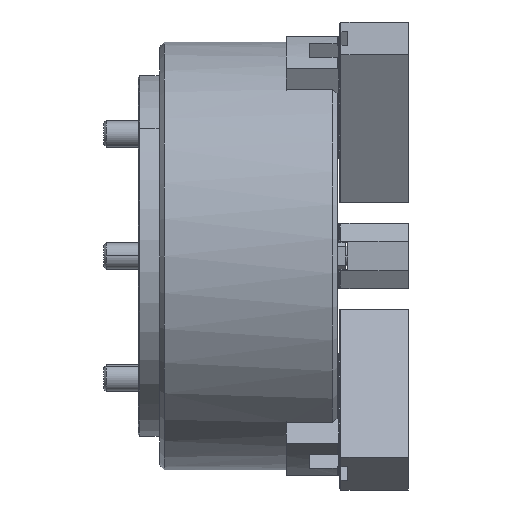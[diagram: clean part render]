
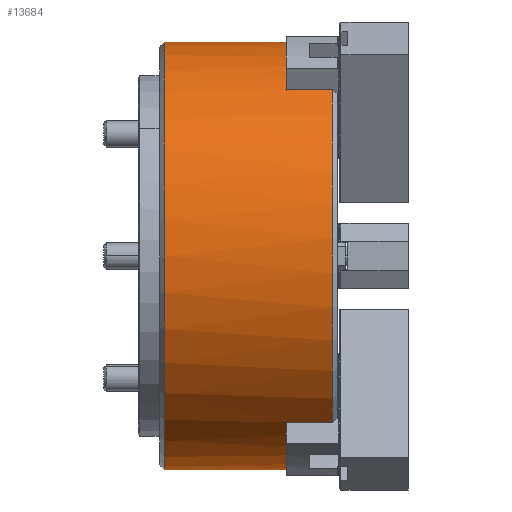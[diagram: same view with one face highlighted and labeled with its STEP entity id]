
A CAD part, front view. The second image highlights one B-rep face of the part: STEP entity #13684.
In plain terms, the highlighted cylindrical face has radius 130 mm (diameter 260 mm), a partial arc.
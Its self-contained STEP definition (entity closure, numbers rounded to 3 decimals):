
#460 = ORIENTED_EDGE ( 'NONE', *, *, #18417, .T. ) ;
#836 = VERTEX_POINT ( 'NONE', #44356 ) ;
#923 = CARTESIAN_POINT ( 'NONE',  ( -3., -81.547, 101.243 ) ) ;
#1556 = CARTESIAN_POINT ( 'NONE',  ( 0., 0., 130. ) ) ;
#2300 = CARTESIAN_POINT ( 'NONE',  ( -3., 0., 0. ) ) ;
#2391 = ORIENTED_EDGE ( 'NONE', *, *, #9643, .T. ) ;
#2667 = LINE ( 'NONE', #26336, #29138 ) ;
#2724 = CARTESIAN_POINT ( 'NONE',  ( -31., 0., 0. ) ) ;
#3119 = VERTEX_POINT ( 'NONE', #29992 ) ;
#3278 = EDGE_CURVE ( 'NONE', #14250, #17865, #2667, .T. ) ;
#3307 = VECTOR ( 'NONE', #5035, 1000. ) ;
#3543 = VERTEX_POINT ( 'NONE', #19641 ) ;
#4553 = DIRECTION ( 'NONE',  ( 0., 0., -1. ) ) ;
#4736 = EDGE_CURVE ( 'NONE', #21817, #836, #6280, .T. ) ;
#5035 = DIRECTION ( 'NONE',  ( 1., 0., 0. ) ) ;
#5732 = DIRECTION ( 'NONE',  ( 0., 0., -1. ) ) ;
#5985 = AXIS2_PLACEMENT_3D ( 'NONE', #11394, #7993, #4553 ) ;
#6048 = ORIENTED_EDGE ( 'NONE', *, *, #27247, .T. ) ;
#6166 = DIRECTION ( 'NONE',  ( 0., 1., 0. ) ) ;
#6280 = CIRCLE ( 'NONE', #34474, 130. ) ;
#6347 = CARTESIAN_POINT ( 'NONE',  ( -105., 0., -130. ) ) ;
#7993 = DIRECTION ( 'NONE',  ( 1., 0., 0. ) ) ;
#8089 = CARTESIAN_POINT ( 'NONE',  ( -31., -81.547, -101.243 ) ) ;
#9075 = AXIS2_PLACEMENT_3D ( 'NONE', #2300, #26376, #5732 ) ;
#9534 = CARTESIAN_POINT ( 'NONE',  ( -105., 0., 130. ) ) ;
#9643 = EDGE_CURVE ( 'NONE', #3543, #3119, #12838, .T. ) ;
#9915 = ORIENTED_EDGE ( 'NONE', *, *, #3278, .T. ) ;
#10028 = CIRCLE ( 'NONE', #11591, 130. ) ;
#10185 = CARTESIAN_POINT ( 'NONE',  ( 0., 0., -130. ) ) ;
#10297 = LINE ( 'NONE', #10185, #38144 ) ;
#10738 = CARTESIAN_POINT ( 'NONE',  ( -3., 0., 0. ) ) ;
#10747 = DIRECTION ( 'NONE',  ( -1., 0., 0. ) ) ;
#10812 = DIRECTION ( 'NONE',  ( 0., 0., -1. ) ) ;
#11140 = DIRECTION ( 'NONE',  ( -1., 0., 0. ) ) ;
#11394 = CARTESIAN_POINT ( 'NONE',  ( 0., 0., 0. ) ) ;
#11406 = ORIENTED_EDGE ( 'NONE', *, *, #20674, .T. ) ;
#11591 = AXIS2_PLACEMENT_3D ( 'NONE', #32053, #11140, #35582 ) ;
#11924 = DIRECTION ( 'NONE',  ( -1., 0., 0. ) ) ;
#12617 = CARTESIAN_POINT ( 'NONE',  ( -31., -46.906, -121.243 ) ) ;
#12838 = CIRCLE ( 'NONE', #30183, 130. ) ;
#13176 = LINE ( 'NONE', #14809, #23386 ) ;
#13272 = EDGE_CURVE ( 'NONE', #24180, #3543, #21482, .T. ) ;
#13444 = CYLINDRICAL_SURFACE ( 'NONE', #5985, 130. ) ;
#13684 = ADVANCED_FACE ( 'NONE', ( #34281 ), #13444, .T. ) ;
#14150 = DIRECTION ( 'NONE',  ( 0., 0., -1. ) ) ;
#14250 = VERTEX_POINT ( 'NONE', #8089 ) ;
#14333 = DIRECTION ( 'NONE',  ( -1., 0., 0. ) ) ;
#14436 = CARTESIAN_POINT ( 'NONE',  ( -3., 0., 0. ) ) ;
#14809 = CARTESIAN_POINT ( 'NONE',  ( 0., -81.547, 101.243 ) ) ;
#14879 = ORIENTED_EDGE ( 'NONE', *, *, #16980, .T. ) ;
#15354 = CARTESIAN_POINT ( 'NONE',  ( 0., -46.906, -121.243 ) ) ;
#15499 = VERTEX_POINT ( 'NONE', #12617 ) ;
#15587 = CARTESIAN_POINT ( 'NONE',  ( -31., -81.547, 101.243 ) ) ;
#16980 = EDGE_CURVE ( 'NONE', #15499, #14250, #10028, .T. ) ;
#17292 = CARTESIAN_POINT ( 'NONE',  ( -3., 0., -130. ) ) ;
#17480 = CARTESIAN_POINT ( 'NONE',  ( -105., 0., 0. ) ) ;
#17561 = VERTEX_POINT ( 'NONE', #923 ) ;
#17865 = VERTEX_POINT ( 'NONE', #23352 ) ;
#18417 = EDGE_CURVE ( 'NONE', #34628, #22924, #32238, .T. ) ;
#19641 = CARTESIAN_POINT ( 'NONE',  ( -3., -46.906, 121.243 ) ) ;
#20674 = EDGE_CURVE ( 'NONE', #22924, #21817, #10297, .T. ) ;
#20891 = DIRECTION ( 'NONE',  ( 0., 0., 1. ) ) ;
#21482 = LINE ( 'NONE', #22804, #22608 ) ;
#21817 = VERTEX_POINT ( 'NONE', #17292 ) ;
#22588 = EDGE_LOOP ( 'NONE', ( #31023, #460, #11406, #37074, #26246, #14879, #9915, #40330, #26682, #6048, #39219, #2391 ) ) ;
#22608 = VECTOR ( 'NONE', #29835, 1000. ) ;
#22804 = CARTESIAN_POINT ( 'NONE',  ( 0., -46.906, 121.243 ) ) ;
#22924 = VERTEX_POINT ( 'NONE', #6347 ) ;
#23352 = CARTESIAN_POINT ( 'NONE',  ( -3., -81.547, -101.243 ) ) ;
#23386 = VECTOR ( 'NONE', #28833, 1000. ) ;
#24036 = VERTEX_POINT ( 'NONE', #15587 ) ;
#24180 = VERTEX_POINT ( 'NONE', #41096 ) ;
#26246 = ORIENTED_EDGE ( 'NONE', *, *, #33533, .T. ) ;
#26336 = CARTESIAN_POINT ( 'NONE',  ( 0., -81.547, -101.243 ) ) ;
#26376 = DIRECTION ( 'NONE',  ( -1., 0., 0. ) ) ;
#26558 = DIRECTION ( 'NONE',  ( 1., 0., 0. ) ) ;
#26682 = ORIENTED_EDGE ( 'NONE', *, *, #29629, .T. ) ;
#26814 = DIRECTION ( 'NONE',  ( -1., 0., 0. ) ) ;
#27247 = EDGE_CURVE ( 'NONE', #24036, #24180, #37523, .T. ) ;
#28833 = DIRECTION ( 'NONE',  ( -1., 0., 0. ) ) ;
#28960 = CIRCLE ( 'NONE', #9075, 130. ) ;
#29138 = VECTOR ( 'NONE', #26558, 1000. ) ;
#29322 = LINE ( 'NONE', #15354, #37635 ) ;
#29629 = EDGE_CURVE ( 'NONE', #17561, #24036, #13176, .T. ) ;
#29835 = DIRECTION ( 'NONE',  ( 1., 0., 0. ) ) ;
#29992 = CARTESIAN_POINT ( 'NONE',  ( -3., 0., 130. ) ) ;
#30183 = AXIS2_PLACEMENT_3D ( 'NONE', #14436, #14333, #14150 ) ;
#30951 = LINE ( 'NONE', #1556, #3307 ) ;
#31023 = ORIENTED_EDGE ( 'NONE', *, *, #34120, .F. ) ;
#32053 = CARTESIAN_POINT ( 'NONE',  ( -31., 0., 0. ) ) ;
#32238 = CIRCLE ( 'NONE', #34475, 130. ) ;
#33533 = EDGE_CURVE ( 'NONE', #836, #15499, #29322, .T. ) ;
#34120 = EDGE_CURVE ( 'NONE', #34628, #3119, #30951, .T. ) ;
#34281 = FACE_OUTER_BOUND ( 'NONE', #22588, .T. ) ;
#34474 = AXIS2_PLACEMENT_3D ( 'NONE', #10738, #10747, #10812 ) ;
#34475 = AXIS2_PLACEMENT_3D ( 'NONE', #17480, #42176, #20891 ) ;
#34628 = VERTEX_POINT ( 'NONE', #9534 ) ;
#35582 = DIRECTION ( 'NONE',  ( 0., 1., 0. ) ) ;
#37074 = ORIENTED_EDGE ( 'NONE', *, *, #4736, .T. ) ;
#37523 = CIRCLE ( 'NONE', #43037, 130. ) ;
#37635 = VECTOR ( 'NONE', #11924, 1000. ) ;
#38102 = DIRECTION ( 'NONE',  ( 1., 0., 0. ) ) ;
#38144 = VECTOR ( 'NONE', #38102, 1000. ) ;
#39219 = ORIENTED_EDGE ( 'NONE', *, *, #13272, .T. ) ;
#40330 = ORIENTED_EDGE ( 'NONE', *, *, #41508, .T. ) ;
#41096 = CARTESIAN_POINT ( 'NONE',  ( -31., -46.906, 121.243 ) ) ;
#41508 = EDGE_CURVE ( 'NONE', #17865, #17561, #28960, .T. ) ;
#42176 = DIRECTION ( 'NONE',  ( 1., 0., 0. ) ) ;
#43037 = AXIS2_PLACEMENT_3D ( 'NONE', #2724, #26814, #6166 ) ;
#44356 = CARTESIAN_POINT ( 'NONE',  ( -3., -46.906, -121.243 ) ) ;
